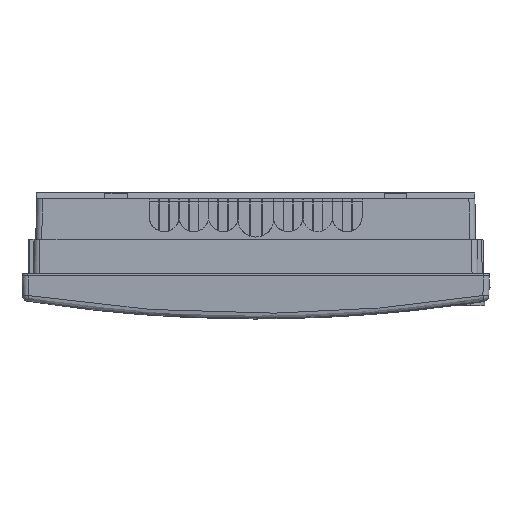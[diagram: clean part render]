
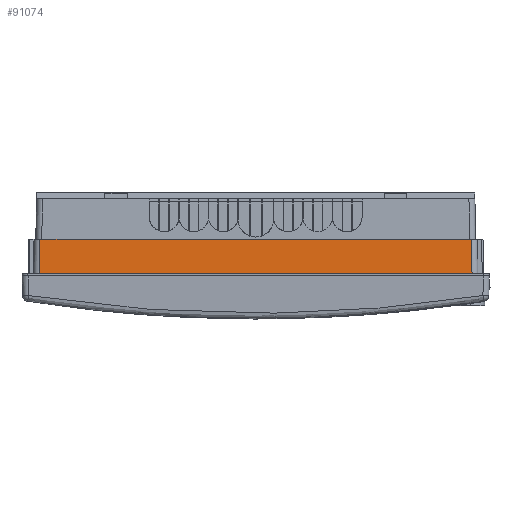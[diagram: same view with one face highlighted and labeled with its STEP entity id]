
A CAD part, front view. The second image highlights one B-rep face of the part: STEP entity #91074.
In plain terms, the highlighted face is planar.
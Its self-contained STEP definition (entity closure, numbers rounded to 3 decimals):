
#73748=CARTESIAN_POINT('',(180.988,38.8,-167.292));
#73753=DIRECTION('',(-1.,0.,0.));
#73754=VECTOR('',#73753,361.976);
#73755=CARTESIAN_POINT('',(180.988,38.8,
-167.292));
#73756=LINE('',#73755,#73754);
#74151=DIRECTION('',(1.,0.,0.));
#74152=VECTOR('',#74151,362.981);
#74153=CARTESIAN_POINT('',(-181.491,67.6,
-167.795));
#74154=LINE('',#74153,#74152);
#75557=DIRECTION('',(0.017,1.,-0.017));
#75558=VECTOR('',#75557,28.809);
#75559=CARTESIAN_POINT('',(180.988,38.8,
-167.292));
#75560=LINE('',#75559,#75558);
#75564=DIRECTION('',(0.017,-1.,0.017));
#75565=VECTOR('',#75564,28.809);
#75566=CARTESIAN_POINT('',(-181.491,67.6,
-167.795));
#75567=LINE('',#75566,#75565);
#75571=CARTESIAN_POINT('',(-181.491,67.6,-167.795));
#83351=VERTEX_POINT('',#73748);
#83352=CARTESIAN_POINT('',(-180.988,38.8,
-167.292));
#83353=VERTEX_POINT('',#83352);
#83519=VERTEX_POINT('',#75571);
#83520=CARTESIAN_POINT('',(181.491,67.6,
-167.795));
#83521=VERTEX_POINT('',#83520);
#91062=CARTESIAN_POINT('',(0.,67.6,-167.795));
#91063=DIRECTION('',(0.,-0.017,-1.));
#91064=DIRECTION('',(0.,-1.,0.017));
#91065=AXIS2_PLACEMENT_3D('',#91062,#91063,#91064);
#91066=PLANE('',#91065);
#91067=ORIENTED_EDGE('',*,*,#89270,.F.);
#91068=ORIENTED_EDGE('',*,*,#91048,.T.);
#91069=ORIENTED_EDGE('',*,*,#89518,.F.);
#91071=ORIENTED_EDGE('',*,*,#91070,.T.);
#91072=EDGE_LOOP('',(#91067,#91068,#91069,#91071));
#91073=FACE_OUTER_BOUND('',#91072,.F.);
#89270=EDGE_CURVE('',#83351,#83353,#73756,.T.);
#89518=EDGE_CURVE('',#83519,#83521,#74154,.T.);
#91048=EDGE_CURVE('',#83351,#83521,#75560,.T.);
#91070=EDGE_CURVE('',#83519,#83353,#75567,.T.);
#91074=ADVANCED_FACE('',(#91073),#91066,.T.);
